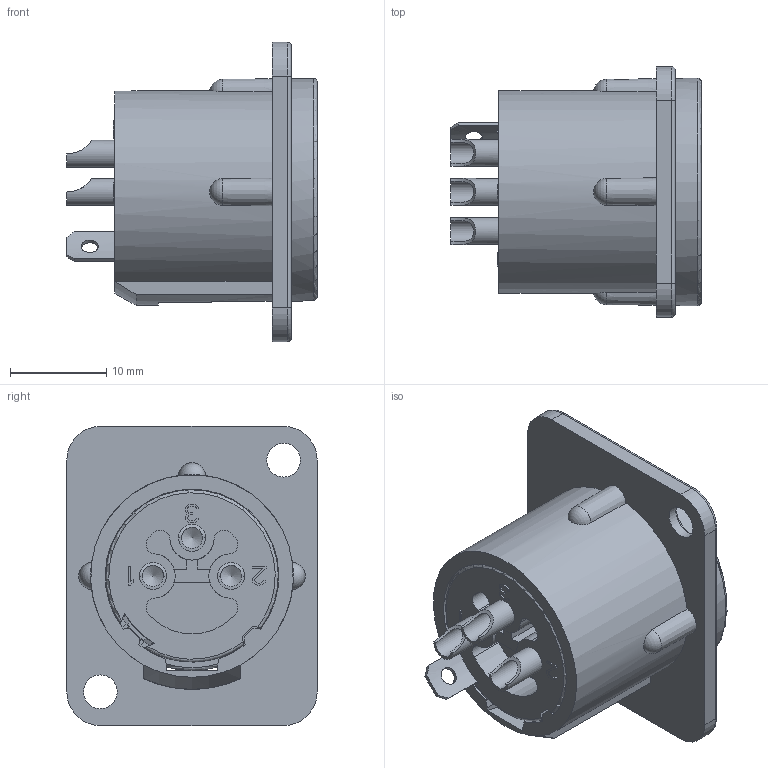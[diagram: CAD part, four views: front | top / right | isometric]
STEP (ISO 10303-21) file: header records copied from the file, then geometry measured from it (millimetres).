
FILE_DESCRIPTION(/* description */ (''),/* implementation_level */ '2;1');
FILE_NAME(/* name */ 'FC61905N.stp',/* time_stamp */ '2025-05-07T10:17:41+01:00',/* author */ ('tottley'),/* organization */ (''),/* preprocessor_version */ 'ST-DEVELOPER v20',/* originating_system */ 'Autodesk Inventor 2025',/* authorisation */ '');
FILE_SCHEMA (('AUTOMOTIVE_DESIGN { 1 0 10303 214 3 1 1 }'));
Length unit declared in the file: millimetre
Products named in the file (1): FC61905
Bounding box: 26 x 25.94 x 31.02 mm (x, y, z)
Volume: 4907.9 mm3; surface area: 6005 mm2
Topology: 1 solids, 4 shells, 381 faces, 1135 edges, 738 vertices
Faces by surface type: plane 243, cylinder 100, cone 15, torus 13, sphere 6, bspline 4
Full cylindrical faces by diameter (mm): 1.8 x1, 2.2 x3, 2.4 x6, 2.8 x3, 3.5 x2, 5.8 x2, 16.1 x1
Entity records: 14104 total; most frequent: CARTESIAN_POINT 3333, ORIENTED_EDGE 2258, DIRECTION 2076, EDGE_CURVE 1129, VERTEX_POINT 738, LINE 734, VECTOR 734, AXIS2_PLACEMENT_3D 671
